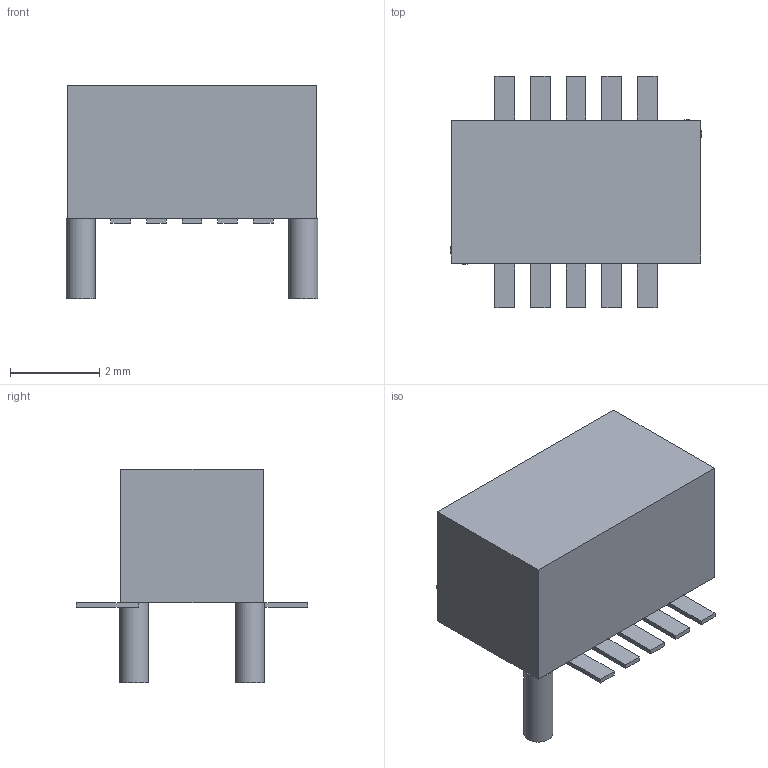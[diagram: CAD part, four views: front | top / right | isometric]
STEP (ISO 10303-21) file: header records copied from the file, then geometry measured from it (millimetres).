
FILE_DESCRIPTION(('FreeCAD Model'),'2;1');
FILE_NAME('538428.1.2.stp','2019-07-22T19:07:41',( 'Author'),(''),'Open CASCADE STEP processor 6.9','FreeCAD','Unknown' );
FILE_SCHEMA(('AUTOMOTIVE_DESIGN { 1 0 10303 214 1 1 1 1 }'));
Length unit declared in the file: millimetre
Products named in the file (14): ASSEMBLY; Body; ('pin',_'1'); ('pin',_'2'); ('pin',_'3'); ('pin',_'4'); ('pin',_'5'); ('pin',_'6'); ('pin',_'7'); ('pin',_'8'); ('pin',_'9'); ('pin',_'10'); lug1; lug2
Assembly tree (13 placements, depth 2):
  ASSEMBLY
    Body
    ('pin',_'1')
    ('pin',_'2')
    ('pin',_'3')
    ('pin',_'4')
    ('pin',_'5')
    ('pin',_'6')
    ('pin',_'7')
    ('pin',_'8')
    ('pin',_'9')
    ('pin',_'10')
    lug1
    lug2
Bounding box: 5.65 x 5.19 x 4.8 mm (x, y, z)
Volume: 55.6 mm3; surface area: 113.2 mm2
Topology: 13 solids, 13 shells, 72 faces, 138 edges, 92 vertices
Faces by surface type: plane 70, cylinder 2
Full cylindrical faces by diameter (mm): 0.65 x2
Entity records: 3932 total; most frequent: CARTESIAN_POINT 592, DIRECTION 590, LINE 406, VECTOR 406, ORIENTED_EDGE 276, PCURVE 276, DEFINITIONAL_REPRESENTATION 276, EDGE_CURVE 138
